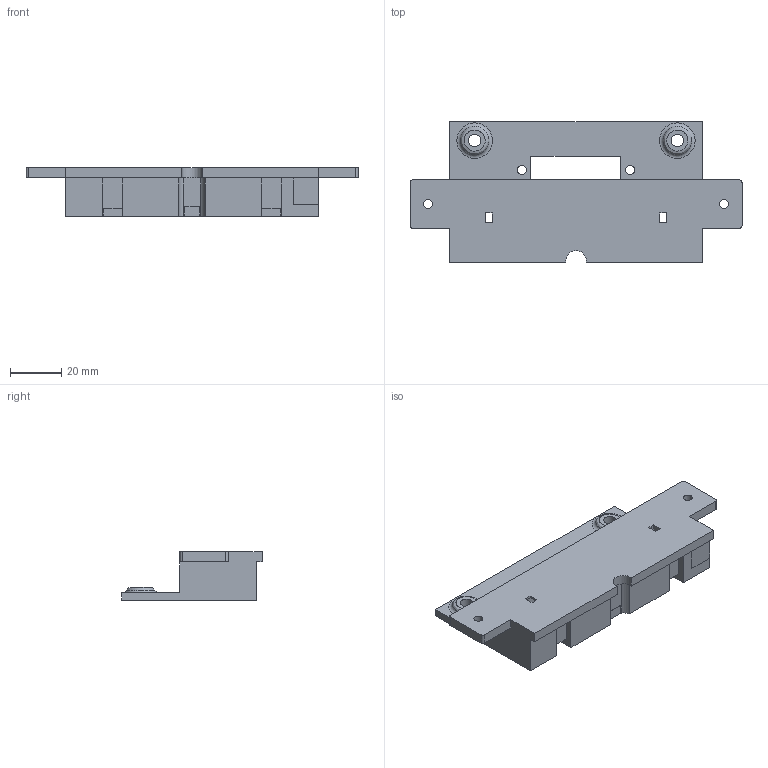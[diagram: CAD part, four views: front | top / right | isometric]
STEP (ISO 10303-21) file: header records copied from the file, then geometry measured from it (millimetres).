
FILE_DESCRIPTION(/* description */ (''),/* implementation_level */ '2;1');
FILE_NAME(/* name */ 'BatteryHolder.step',/* time_stamp */ '2023-07-17T20:35:35+01:00',/* author */ (''),/* organization */ (''),/* preprocessor_version */ 'ST-DEVELOPER v19.2',/* originating_system */ 'Autodesk Translation Framework v12.6.0.85',/* authorisation */ '');
FILE_SCHEMA (('AUTOMOTIVE_DESIGN { 1 0 10303 214 3 1 1 }'));
Length unit declared in the file: millimetre
Products named in the file (1): rcTransmitter_2.0
Bounding box: 129.98 x 55 x 19 mm (x, y, z)
Volume: 38048.7 mm3; surface area: 20619.6 mm2
Topology: 1 solids, 1 shells, 89 faces, 262 edges, 175 vertices
Faces by surface type: plane 72, cylinder 13, bspline 2, torus 2
Full cylindrical faces by diameter (mm): 3.5 x4, 4.9 x2
Entity records: 3193 total; most frequent: CARTESIAN_POINT 744, ORIENTED_EDGE 524, DIRECTION 464, EDGE_CURVE 262, LINE 224, VECTOR 224, VERTEX_POINT 175, AXIS2_PLACEMENT_3D 120
